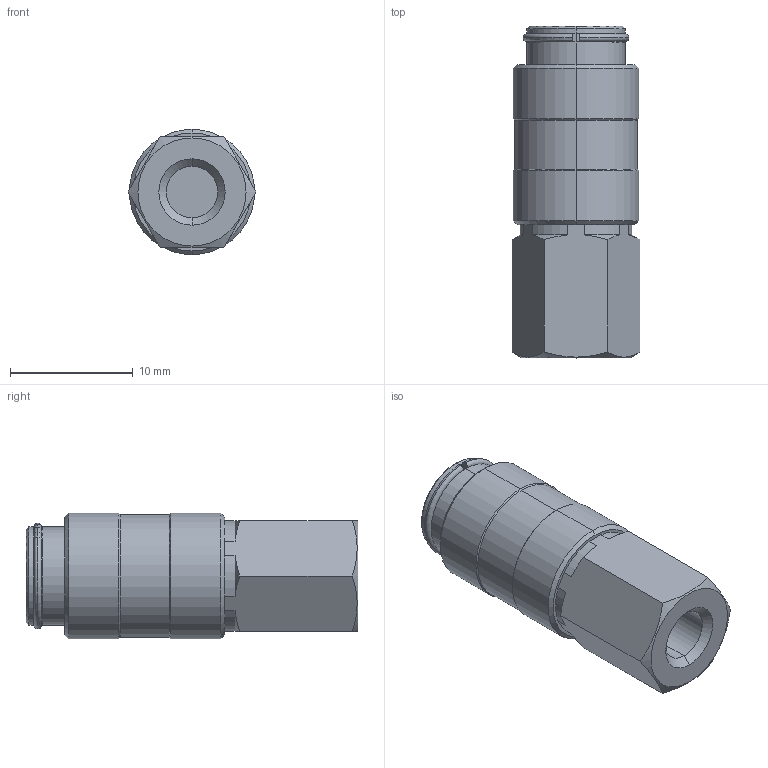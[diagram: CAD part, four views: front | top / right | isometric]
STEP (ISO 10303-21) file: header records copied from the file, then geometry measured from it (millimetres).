
FILE_DESCRIPTION (( 'STEP AP203' ), '1' );
FILE_NAME ('07200200.STEP', '2011-07-19T07:33:08', (( 'SP' ), ( 'sopra-pneumatic' ), 'SwSTEP 2.0', 'SolidWorks 2011', '' );
FILE_SCHEMA (( 'CONFIG_CONTROL_DESIGN' ));
Length unit declared in the file: millimetre
Products named in the file (1): 07200200
Bounding box: 10.39 x 27 x 10.2 mm (x, y, z)
Volume: 1638.4 mm3; surface area: 1299.7 mm2
Topology: 2 solids, 2 shells, 62 faces, 138 edges, 86 vertices
Faces by surface type: cylinder 22, cone 22, plane 16, torus 2
Entity records: 1883 total; most frequent: CARTESIAN_POINT 427, DIRECTION 298, ORIENTED_EDGE 276, EDGE_CURVE 138, AXIS2_PLACEMENT_3D 121, VERTEX_POINT 86, EDGE_LOOP 68, FACE_OUTER_BOUND 62
